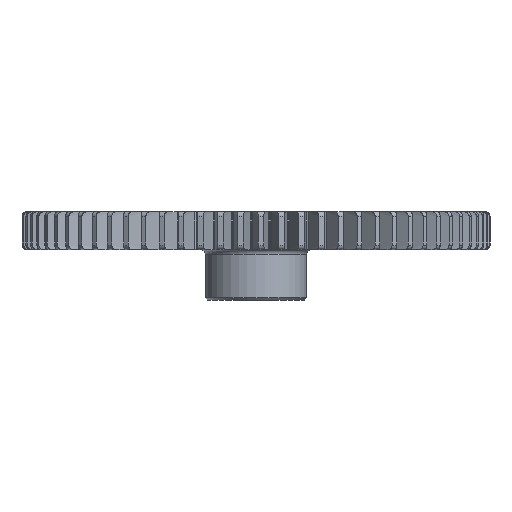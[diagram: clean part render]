
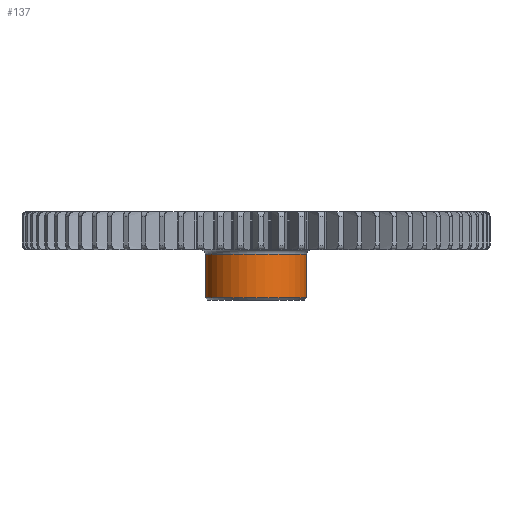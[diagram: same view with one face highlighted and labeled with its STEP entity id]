
A CAD part, front view. The second image highlights one B-rep face of the part: STEP entity #137.
In plain terms, the highlighted cylindrical face has radius 6.35 mm (diameter 12.7 mm), a partial arc.
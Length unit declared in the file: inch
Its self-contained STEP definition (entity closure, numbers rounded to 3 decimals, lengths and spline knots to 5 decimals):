
#137 = ADVANCED_FACE ( 'NONE', ( #16402 ), #16404, .T. ) ;
#2563 = CARTESIAN_POINT ( 'NONE',  ( 0.25, 0., -0.21063 ) ) ;
#2566 = CARTESIAN_POINT ( 'NONE',  ( -0.25, 0., -0.21063 ) ) ;
#2620 = CARTESIAN_POINT ( 'NONE',  ( 0.25, 0., -0.4245 ) ) ;
#2622 = CARTESIAN_POINT ( 'NONE',  ( -0.25, 0., -0.4245 ) ) ;
#3152 = CARTESIAN_POINT ( 'NONE',  ( -0.25, 0., -0.1875 ) ) ;
#3228 = CARTESIAN_POINT ( 'NONE',  ( 0., 0., -0.21063 ) ) ;
#3233 = DIRECTION ( 'NONE',  ( 0., 0., -1. ) ) ;
#3317 = DIRECTION ( 'NONE',  ( 0., 0., 1. ) ) ;
#3321 = CARTESIAN_POINT ( 'NONE',  ( 0.25, 0., -0.1875 ) ) ;
#3323 = DIRECTION ( 'NONE',  ( 0., 0., 1. ) ) ;
#3330 = DIRECTION ( 'NONE',  ( 1., 0., 0. ) ) ;
#3512 = DIRECTION ( 'NONE',  ( 1., 0., 0. ) ) ;
#3670 = DIRECTION ( 'NONE',  ( 0., 0., 1. ) ) ;
#3694 = CARTESIAN_POINT ( 'NONE',  ( 0., 0., -0.4245 ) ) ;
#6249 = VECTOR ( 'NONE', #3317, 39.37008 ) ;
#6256 = CIRCLE ( 'NONE', #19865, 0.25 ) ;
#6257 = LINE ( 'NONE', #3321, #6249 ) ;
#6271 = LINE ( 'NONE', #3152, #6273 ) ;
#6273 = VECTOR ( 'NONE', #3670, 39.37008 ) ;
#6309 = CIRCLE ( 'NONE', #19875, 0.25 ) ;
#9601 = VERTEX_POINT ( 'NONE', #2622 ) ;
#9605 = VERTEX_POINT ( 'NONE', #2620 ) ;
#9718 = VERTEX_POINT ( 'NONE', #2566 ) ;
#9725 = VERTEX_POINT ( 'NONE', #2563 ) ;
#9886 = DIRECTION ( 'NONE',  ( 1., 0., 0. ) ) ;
#9897 = DIRECTION ( 'NONE',  ( 0., 0., 1. ) ) ;
#9962 = CARTESIAN_POINT ( 'NONE',  ( 0., 0., -0.1875 ) ) ;
#13335 = EDGE_CURVE ( 'NONE', #9601, #9605, #6256, .T. ) ;
#13337 = EDGE_CURVE ( 'NONE', #9605, #9725, #6257, .T. ) ;
#13349 = EDGE_CURVE ( 'NONE', #9601, #9718, #6271, .T. ) ;
#13398 = EDGE_CURVE ( 'NONE', #9725, #9718, #6309, .T. ) ;
#16402 = FACE_OUTER_BOUND ( 'NONE', #23027, .T. ) ;
#16404 = CYLINDRICAL_SURFACE ( 'NONE', #19082, 0.25 ) ;
#19082 = AXIS2_PLACEMENT_3D ( 'NONE', #9962, #9897, #9886 ) ;
#19865 = AXIS2_PLACEMENT_3D ( 'NONE', #3694, #3323, #3330 ) ;
#19875 = AXIS2_PLACEMENT_3D ( 'NONE', #3228, #3233, #3512 ) ;
#20703 = ORIENTED_EDGE ( 'NONE', *, *, #13337, .T. ) ;
#20708 = ORIENTED_EDGE ( 'NONE', *, *, #13349, .F. ) ;
#20753 = ORIENTED_EDGE ( 'NONE', *, *, #13398, .T. ) ;
#20924 = ORIENTED_EDGE ( 'NONE', *, *, #13335, .T. ) ;
#23027 = EDGE_LOOP ( 'NONE', ( #20708, #20924, #20703, #20753 ) ) ;
